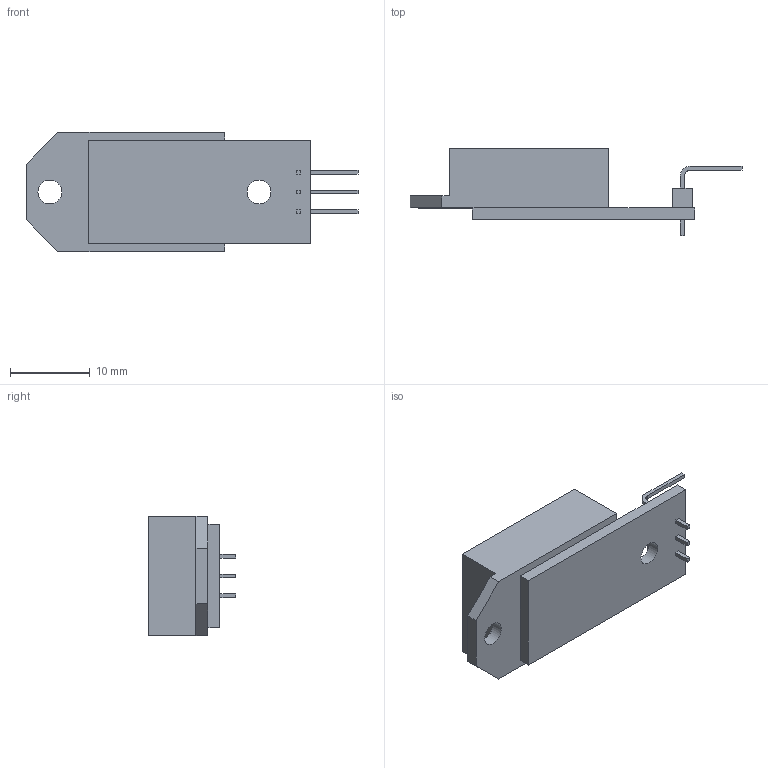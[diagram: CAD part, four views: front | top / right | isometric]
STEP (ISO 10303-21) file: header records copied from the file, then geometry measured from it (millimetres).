
FILE_DESCRIPTION(('FreeCAD Model'),'2;1');
FILE_NAME('DHT22-by_Gistroy.STEP','2017-09-07T19:10:21',('Author'),(''), 'Open CASCADE STEP processor 6.8','FreeCAD','Unknown');
FILE_SCHEMA(('AUTOMOTIVE_DESIGN_CC2 { 1 2 10303 214 -1 1 5 4 }'));
Length unit declared in the file: millimetre
Products named in the file (2): ASSEMBLY; DHT22-by_Gistroy
Assembly tree (1 placements, depth 2):
  ASSEMBLY
    DHT22-by_Gistroy
Bounding box: 41.75 x 11 x 15 mm (x, y, z)
Volume: 2919.6 mm3; surface area: 1781.3 mm2
Topology: 1 solids, 1 shells, 135 faces, 356 edges, 238 vertices
Faces by surface type: plane 127, cylinder 8
Full cylindrical faces by diameter (mm): 3 x2
Entity records: 5091 total; most frequent: CARTESIAN_POINT 733, ORIENTED_EDGE 712, DIRECTION 648, EDGE_CURVE 356, LINE 334, VECTOR 334, VERTEX_POINT 238, AXIS2_PLACEMENT_3D 157
